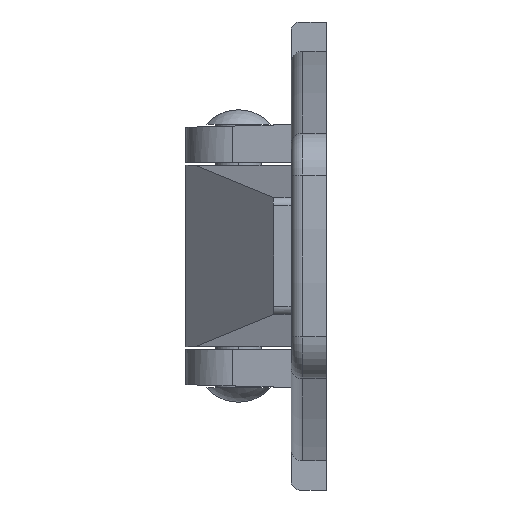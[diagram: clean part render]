
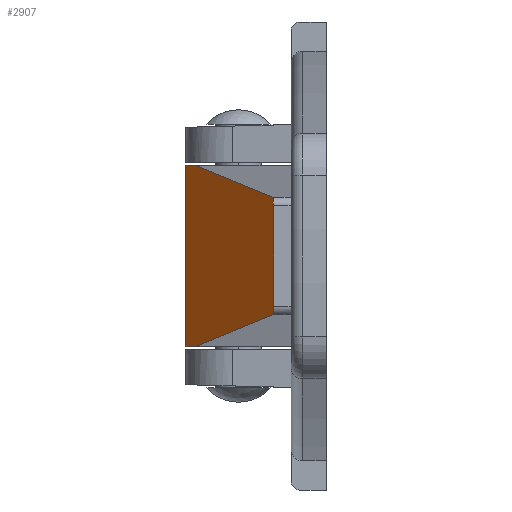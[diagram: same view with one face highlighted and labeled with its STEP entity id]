
A CAD part, left-side view. The second image highlights one B-rep face of the part: STEP entity #2907.
In plain terms, the highlighted planar face has unit normal (-0.083, 0.997, 0).
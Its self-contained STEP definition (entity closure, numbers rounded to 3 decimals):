
#2 =( BOUNDED_CURVE ( )  B_SPLINE_CURVE ( 3, ( #1974, #1975, #1976, #1977 ),
 .UNSPECIFIED., .F., .F. ) 
 B_SPLINE_CURVE_WITH_KNOTS ( ( 4, 4 ),
 ( 0., 1.536 ),
 .UNSPECIFIED. ) 
 CURVE ( )  GEOMETRIC_REPRESENTATION_ITEM ( )  RATIONAL_B_SPLINE_CURVE ( ( 1., 0.813, 0.813, 1. ) ) 
 REPRESENTATION_ITEM ( '' )  );
#10 =( BOUNDED_CURVE ( )  B_SPLINE_CURVE ( 3, ( #2378, #2379, #2380, #2381 ),
 .UNSPECIFIED., .F., .T. ) 
 B_SPLINE_CURVE_WITH_KNOTS ( ( 4, 4 ),
 ( 4.747, 6.283 ),
 .UNSPECIFIED. ) 
 CURVE ( )  GEOMETRIC_REPRESENTATION_ITEM ( )  RATIONAL_B_SPLINE_CURVE ( ( 1., 0.813, 0.813, 1. ) ) 
 REPRESENTATION_ITEM ( '' )  );
#351 = CARTESIAN_POINT ( 'NONE',  ( -20., 7.361, -15.5 ) ) ;
#355 = CARTESIAN_POINT ( 'NONE',  ( -0.749, 8.969, -15.5 ) ) ;
#357 = CARTESIAN_POINT ( 'NONE',  ( -20., 7.361, 15.5 ) ) ;
#371 = CARTESIAN_POINT ( 'NONE',  ( -178.552, -5.879, 10.05 ) ) ;
#379 = CARTESIAN_POINT ( 'NONE',  ( -180., -6., 8.551 ) ) ;
#383 = CARTESIAN_POINT ( 'NONE',  ( -0.749, 8.969, 15.5 ) ) ;
#471 = CARTESIAN_POINT ( 'NONE',  ( -178.552, -5.879, -10.05 ) ) ;
#1873 = PLANE ( 'NONE',  #3991 ) ;
#1874 = CARTESIAN_POINT ( 'NONE',  ( -180., -6., -15.5 ) ) ;
#1875 = DIRECTION ( 'NONE',  ( 0.083, -0.997, 0. ) ) ;
#1876 = DIRECTION ( 'NONE',  ( 0.997, 0.083, 0. ) ) ;
#1974 = CARTESIAN_POINT ( 'NONE',  ( -180., -6., 8.551 ) ) ;
#1975 = CARTESIAN_POINT ( 'NONE',  ( -180., -6., 9.406 ) ) ;
#1976 = CARTESIAN_POINT ( 'NONE',  ( -179.406, -5.95, 10.02 ) ) ;
#1977 = CARTESIAN_POINT ( 'NONE',  ( -178.552, -5.879, 10.05 ) ) ;
#1979 = LINE ( 'NONE', #1980, #4014 ) ;
#1980 = CARTESIAN_POINT ( 'NONE',  ( -180.869, -6.073, 9.97 ) ) ;
#1981 = DIRECTION ( 'NONE',  ( 0.996, 0.083, 0.034 ) ) ;
#2241 = CARTESIAN_POINT ( 'NONE',  ( -180., -6., -8.551 ) ) ;
#2332 = LINE ( 'NONE', #2333, #4470 ) ;
#2333 = CARTESIAN_POINT ( 'NONE',  ( -180., -6., -15.5 ) ) ;
#2334 = DIRECTION ( 'NONE',  ( 0.997, 0.083, 0. ) ) ;
#2357 = LINE ( 'NONE', #2358, #4474 ) ;
#2358 = CARTESIAN_POINT ( 'NONE',  ( -180., -6., 15.5 ) ) ;
#2359 = DIRECTION ( 'NONE',  ( 0.997, 0.083, 0. ) ) ;
#2363 = LINE ( 'NONE', #2364, #4475 ) ;
#2364 = CARTESIAN_POINT ( 'NONE',  ( -0.749, 8.969, -15.5 ) ) ;
#2365 = DIRECTION ( 'NONE',  ( 0., 0., 1. ) ) ;
#2369 = LINE ( 'NONE', #2370, #4478 ) ;
#2370 = CARTESIAN_POINT ( 'NONE',  ( -180., -6., -15.5 ) ) ;
#2371 = DIRECTION ( 'NONE',  ( 0., 0., 1. ) ) ;
#2378 = CARTESIAN_POINT ( 'NONE',  ( -178.552, -5.879, -10.05 ) ) ;
#2379 = CARTESIAN_POINT ( 'NONE',  ( -179.406, -5.95, -10.02 ) ) ;
#2380 = CARTESIAN_POINT ( 'NONE',  ( -180., -6., -9.406 ) ) ;
#2381 = CARTESIAN_POINT ( 'NONE',  ( -180., -6., -8.551 ) ) ;
#2383 = LINE ( 'NONE', #2384, #4484 ) ;
#2384 = CARTESIAN_POINT ( 'NONE',  ( -179.812, -5.984, -10.006 ) ) ;
#2385 = DIRECTION ( 'NONE',  ( -0.996, -0.083, 0.034 ) ) ;
#2907 = ADVANCED_FACE ( 'NONE', ( #3988 ), #1873, .F. ) ;
#2931 = EDGE_CURVE ( 'NONE', #3515, #3511, #2, .T. ) ;
#2932 = EDGE_CURVE ( 'NONE', #3511, #3504, #1979, .T. ) ;
#3481 = VERTEX_POINT ( 'NONE', #2241 ) ;
#3501 = VERTEX_POINT ( 'NONE', #351 ) ;
#3503 = VERTEX_POINT ( 'NONE', #355 ) ;
#3504 = VERTEX_POINT ( 'NONE', #357 ) ;
#3511 = VERTEX_POINT ( 'NONE', #371 ) ;
#3515 = VERTEX_POINT ( 'NONE', #379 ) ;
#3517 = VERTEX_POINT ( 'NONE', #383 ) ;
#3561 = VERTEX_POINT ( 'NONE', #471 ) ;
#3662 = EDGE_LOOP ( 'NONE', ( #3730, #3830, #3829, #3831, #3833, #3832, #3835, #3834 ) ) ;
#3730 = ORIENTED_EDGE ( 'NONE', *, *, #4177, .T. ) ;
#3829 = ORIENTED_EDGE ( 'NONE', *, *, #4173, .T. ) ;
#3830 = ORIENTED_EDGE ( 'NONE', *, *, #4176, .T. ) ;
#3831 = ORIENTED_EDGE ( 'NONE', *, *, #2931, .T. ) ;
#3832 = ORIENTED_EDGE ( 'NONE', *, *, #4169, .T. ) ;
#3833 = ORIENTED_EDGE ( 'NONE', *, *, #2932, .T. ) ;
#3834 = ORIENTED_EDGE ( 'NONE', *, *, #4162, .F. ) ;
#3835 = ORIENTED_EDGE ( 'NONE', *, *, #4171, .F. ) ;
#3988 = FACE_OUTER_BOUND ( 'NONE', #3662, .T. ) ;
#3991 = AXIS2_PLACEMENT_3D ( 'NONE', #1874, #1875, #1876 ) ;
#4014 = VECTOR ( 'NONE', #1981, 1000. ) ;
#4162 = EDGE_CURVE ( 'NONE', #3501, #3503, #2332, .T. ) ;
#4169 = EDGE_CURVE ( 'NONE', #3504, #3517, #2357, .T. ) ;
#4171 = EDGE_CURVE ( 'NONE', #3503, #3517, #2363, .T. ) ;
#4173 = EDGE_CURVE ( 'NONE', #3481, #3515, #2369, .T. ) ;
#4176 = EDGE_CURVE ( 'NONE', #3561, #3481, #10, .T. ) ;
#4177 = EDGE_CURVE ( 'NONE', #3501, #3561, #2383, .T. ) ;
#4470 = VECTOR ( 'NONE', #2334, 1000. ) ;
#4474 = VECTOR ( 'NONE', #2359, 1000. ) ;
#4475 = VECTOR ( 'NONE', #2365, 1000. ) ;
#4478 = VECTOR ( 'NONE', #2371, 1000. ) ;
#4484 = VECTOR ( 'NONE', #2385, 1000. ) ;
